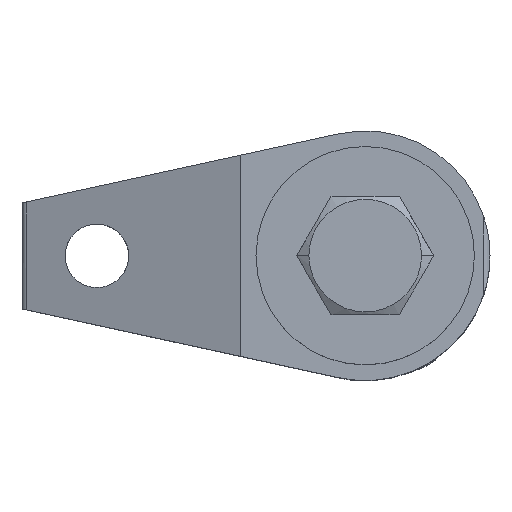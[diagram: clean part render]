
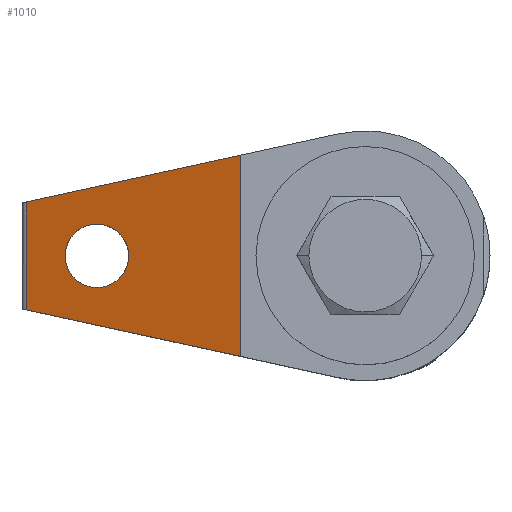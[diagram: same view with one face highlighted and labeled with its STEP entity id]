
A CAD part, top view. The second image highlights one B-rep face of the part: STEP entity #1010.
In plain terms, the highlighted planar face has unit normal (-0.311, 0, 0.951).
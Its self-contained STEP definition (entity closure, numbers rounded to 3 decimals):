
#472=VERTEX_POINT('',#1318);
#886=EDGE_CURVE('',#970,#472,#1775,.T.);
#902=EDGE_CURVE('',#1270,#982,#1792,.T.);
#922=EDGE_CURVE('',#1046,#1202,#1814,.T.);
#950=EDGE_CURVE('',#970,#1046,#1845,.T.);
#970=VERTEX_POINT('',#1871);
#978=EDGE_CURVE('',#982,#1270,#1880,.T.);
#982=VERTEX_POINT('',#1885);
#1010=ADVANCED_FACE('',(#1913,#1914),#1915,.T.);
#1046=VERTEX_POINT('',#1955);
#1194=EDGE_CURVE('',#1202,#472,#2120,.T.);
#1202=VERTEX_POINT('',#2128);
#1270=VERTEX_POINT('',#2202);
#1318=CARTESIAN_POINT('',(-20.,-16.116,121.0));
#1775=LINE('',#2985,#2986);
#1792=ELLIPSE('',#3007,5.366,5.1);
#1814=LINE('',#3039,#3040);
#1845=LINE('',#3092,#3093);
#1871=CARTESIAN_POINT('',(-20.,16.116,121.0));
#1880=ELLIPSE('',#3143,5.366,5.1);
#1885=CARTESIAN_POINT('',(-48.1,0.,111.815));
#1913=FACE_BOUND('',#3224,.T.);
#1914=FACE_OUTER_BOUND('',#3225,.T.);
#1915=PLANE('',#3226);
#1955=CARTESIAN_POINT('',(-54.311,8.65,109.785));
#2120=LINE('',#3509,#3510);
#2128=CARTESIAN_POINT('',(-54.311,-8.65,109.785));
#2202=CARTESIAN_POINT('',(-37.9,0.,115.149));
#2985=CARTESIAN_POINT('',(-20.,0.,121.0));
#2986=VECTOR('',#4226,1.0);
#3007=AXIS2_PLACEMENT_3D('',#4239,#4240,#4241);
#3039=CARTESIAN_POINT('',(-54.311,0.,109.785));
#3040=VECTOR('',#4257,1.0);
#3092=CARTESIAN_POINT('',(-30.826,13.76,117.462));
#3093=VECTOR('',#4295,1.0);
#3143=AXIS2_PLACEMENT_3D('',#4354,#4355,#4356);
#3224=EDGE_LOOP('',(#4378,#4379));
#3225=EDGE_LOOP('',(#4380,#4381,#4382,#4383));
#3226=AXIS2_PLACEMENT_3D('',#4384,#4385,#4386);
#3509=CARTESIAN_POINT('',(-53.851,-8.75,109.936));
#3510=VECTOR('',#4618,1.0);
#4226=DIRECTION('',(0.0,-1.0,0.));
#4239=CARTESIAN_POINT('',(-43.0,0.,113.482));
#4240=DIRECTION('',(0.311,0.,-0.951));
#4241=DIRECTION('',(0.951,0.0,0.311));
#4257=DIRECTION('',(0.0,-1.0,0.));
#4295=DIRECTION('',(-0.931,-0.203,-0.304));
#4354=CARTESIAN_POINT('',(-43.0,0.,113.482));
#4355=DIRECTION('',(0.311,0.,-0.951));
#4356=DIRECTION('',(0.951,0.0,0.311));
#4378=ORIENTED_EDGE('',*,*,#978,.T.);
#4379=ORIENTED_EDGE('',*,*,#902,.T.);
#4380=ORIENTED_EDGE('',*,*,#1194,.T.);
#4381=ORIENTED_EDGE('',*,*,#886,.F.);
#4382=ORIENTED_EDGE('',*,*,#950,.T.);
#4383=ORIENTED_EDGE('',*,*,#922,.T.);
#4384=CARTESIAN_POINT('',(-54.311,0.,109.785));
#4385=DIRECTION('',(-0.311,0.,0.951));
#4386=DIRECTION('',(0.0,-1.0,0.));
#4618=DIRECTION('',(0.931,-0.203,0.304));
